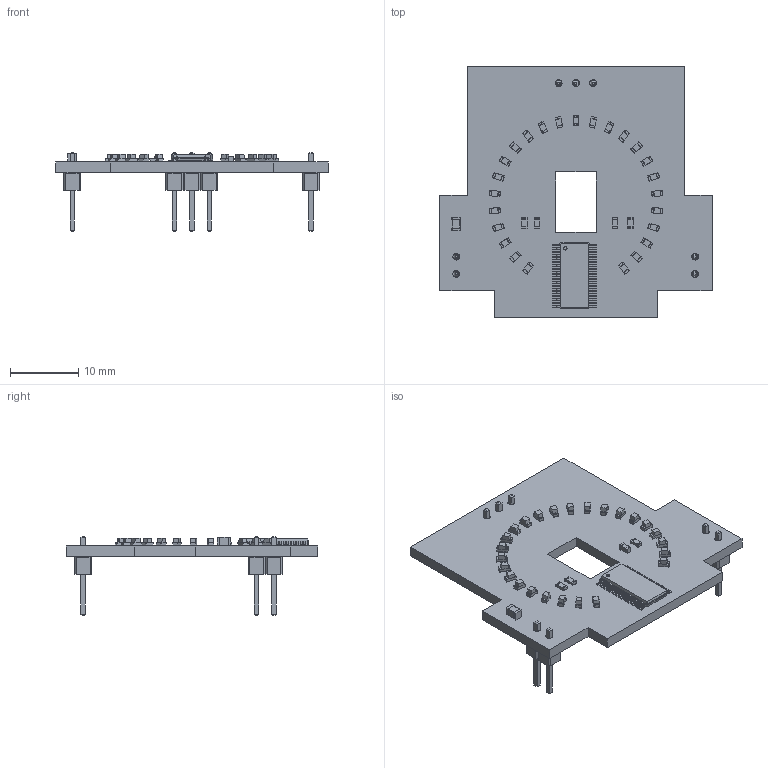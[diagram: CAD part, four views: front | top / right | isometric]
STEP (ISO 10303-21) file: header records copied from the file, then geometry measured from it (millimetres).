
FILE_DESCRIPTION(('KiCad electronic assembly'),'2;1');
FILE_NAME('Spectralist_LEDs.step','2025-01-16T16:43:43',('Pcbnew'),( 'Kicad'),'Open CASCADE STEP processor 7.8','KiCad to STEP converter' ,'Unknown');
FILE_SCHEMA(('AUTOMOTIVE_DESIGN { 1 0 10303 214 1 1 1 1 }'));
Length unit declared in the file: millimetre
Products named in the file (16): Spectralist_LEDs 1; LED_0603_1608Metric; C_0805_2012Metric; R_0603_1608Metric; TSSOP-38_4.4x9.7mm_P0.5mm; TSSOP_38_44x97mm_P05mm; C_0603_1608Metric; PinHeader_1x02_P2.54mm_Vertical; PinHeader_1x02_P254mm_Vertical; PinHeader_1x03_P2.54mm_Vertical; PinHeader_1x03_P254mm_Vertical; Spectralist_LEDs_PCB
Assembly tree (42 placements, depth 3):
  Spectralist_LEDs 1
    LED_0603_1608Metric  x25
      LED_0603_1608Metric
    C_0805_2012Metric
      C_0805_2012Metric
    R_0603_1608Metric  x3
      R_0603_1608Metric
    TSSOP-38_4.4x9.7mm_P0.5mm
      TSSOP_38_44x97mm_P05mm
    C_0603_1608Metric
      C_0603_1608Metric
    PinHeader_1x02_P2.54mm_Vertical  x2
      PinHeader_1x02_P254mm_Vertical
    PinHeader_1x03_P2.54mm_Vertical
      PinHeader_1x03_P254mm_Vertical
    Spectralist_LEDs_PCB
Bounding box: 40 x 37 x 11.54 mm (x, y, z)
Volume: 2135.8 mm3; surface area: 3485.1 mm2
Topology: 35 solids, 35 shells, 2216 faces, 5862 edges, 3760 vertices
Faces by surface type: plane 1726, cylinder 428, bspline 62
Full cylindrical faces by diameter (mm): 0.2 x20, 0.5 x1, 1 x7
Entity records: 34402 total; most frequent: CARTESIAN_POINT 5117, ORIENTED_EDGE 4824, DIRECTION 4606, EDGE_CURVE 2412, LINE 1940, VECTOR 1940, VERTEX_POINT 1532, AXIS2_PLACEMENT_3D 1333
